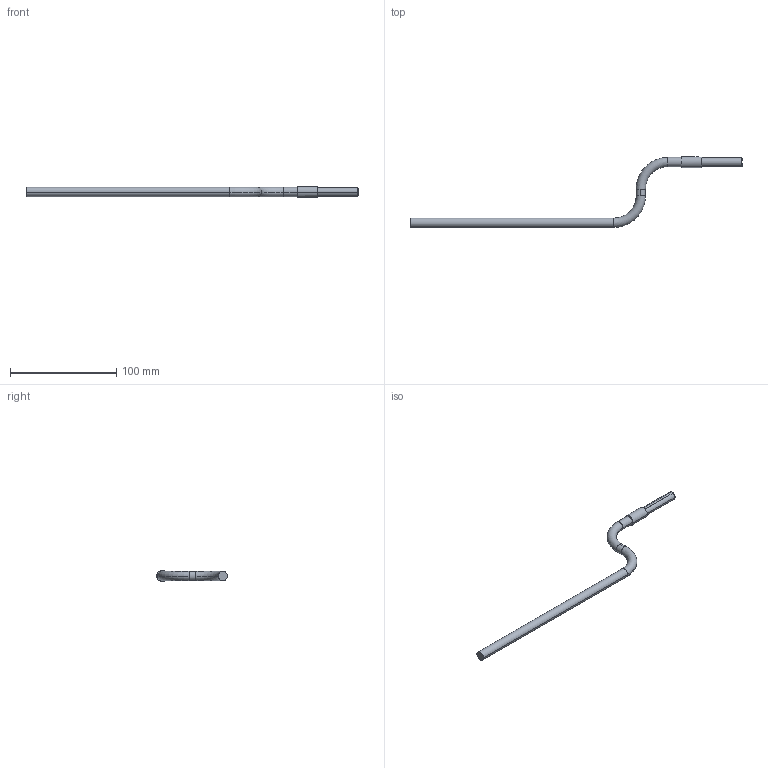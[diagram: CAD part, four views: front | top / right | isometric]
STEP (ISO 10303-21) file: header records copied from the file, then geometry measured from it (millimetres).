
FILE_DESCRIPTION (( 'STEP AP203' ), '1' );
FILE_NAME ('RC290.STEP', '2018-02-20T17:36:08', ( '' ), ( '' ), 'SwSTEP 2.0', 'SolidWorks 2018', '' );
FILE_SCHEMA (( 'CONFIG_CONTROL_DESIGN' ));
Length unit declared in the file: inch
Products named in the file (1): RC290
Bounding box: 312.57 x 66.69 x 10.31 mm (x, y, z)
Volume: 23117.2 mm3; surface area: 12431.7 mm2
Topology: 5 solids, 5 shells, 46 faces, 94 edges, 60 vertices
Faces by surface type: plane 22, cylinder 20, torus 4
Entity records: 1295 total; most frequent: DIRECTION 238, CARTESIAN_POINT 201, ORIENTED_EDGE 188, AXIS2_PLACEMENT_3D 97, EDGE_CURVE 94, VERTEX_POINT 60, CIRCLE 50, EDGE_LOOP 48
